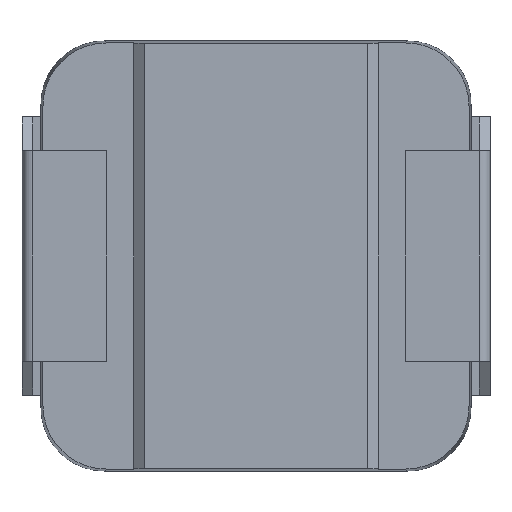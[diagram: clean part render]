
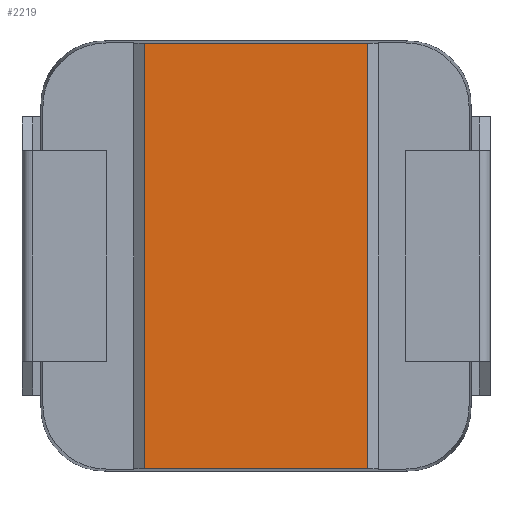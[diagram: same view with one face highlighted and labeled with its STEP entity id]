
A CAD part, front view. The second image highlights one B-rep face of the part: STEP entity #2219.
In plain terms, the highlighted planar face has unit normal (0, -1, 0).
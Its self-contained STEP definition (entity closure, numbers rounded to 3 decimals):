
#145 = DIRECTION ( 'NONE',  ( 0., 0., 1. ) ) ;
#149 = EDGE_LOOP ( 'NONE', ( #6167, #4851, #2448, #2083 ) ) ;
#178 = CARTESIAN_POINT ( 'NONE',  ( -5.1, 0., -5.049 ) ) ;
#583 = CARTESIAN_POINT ( 'NONE',  ( 2.65, 0., 5.049 ) ) ;
#667 = LINE ( 'NONE', #178, #3595 ) ;
#796 = VECTOR ( 'NONE', #4180, 1000. ) ;
#992 = EDGE_CURVE ( 'NONE', #4045, #1645, #3001, .T. ) ;
#1134 = PLANE ( 'NONE',  #6083 ) ;
#1314 = EDGE_CURVE ( 'NONE', #4045, #4475, #4400, .T. ) ;
#1645 = VERTEX_POINT ( 'NONE', #583 ) ;
#1784 = VERTEX_POINT ( 'NONE', #3071 ) ;
#2083 = ORIENTED_EDGE ( 'NONE', *, *, #2761, .T. ) ;
#2219 = ADVANCED_FACE ( 'NONE', ( #4283 ), #1134, .F. ) ;
#2448 = ORIENTED_EDGE ( 'NONE', *, *, #5296, .F. ) ;
#2468 = CARTESIAN_POINT ( 'NONE',  ( -2.65, 0., 5.049 ) ) ;
#2761 = EDGE_CURVE ( 'NONE', #1784, #1645, #4268, .T. ) ;
#2987 = CARTESIAN_POINT ( 'NONE',  ( 0., 0., 0. ) ) ;
#3001 = LINE ( 'NONE', #5151, #3159 ) ;
#3071 = CARTESIAN_POINT ( 'NONE',  ( 2.65, 0., -5.049 ) ) ;
#3159 = VECTOR ( 'NONE', #3753, 1000. ) ;
#3187 = VECTOR ( 'NONE', #3260, 1000. ) ;
#3260 = DIRECTION ( 'NONE',  ( 0., 0., 1. ) ) ;
#3595 = VECTOR ( 'NONE', #6005, 1000. ) ;
#3753 = DIRECTION ( 'NONE',  ( 1., 0., 0. ) ) ;
#4045 = VERTEX_POINT ( 'NONE', #2468 ) ;
#4180 = DIRECTION ( 'NONE',  ( 0., 0., -1. ) ) ;
#4268 = LINE ( 'NONE', #6059, #3187 ) ;
#4283 = FACE_OUTER_BOUND ( 'NONE', #149, .T. ) ;
#4400 = LINE ( 'NONE', #5580, #796 ) ;
#4422 = DIRECTION ( 'NONE',  ( 0., 1., 0. ) ) ;
#4475 = VERTEX_POINT ( 'NONE', #4836 ) ;
#4836 = CARTESIAN_POINT ( 'NONE',  ( -2.65, 0., -5.049 ) ) ;
#4851 = ORIENTED_EDGE ( 'NONE', *, *, #1314, .T. ) ;
#5151 = CARTESIAN_POINT ( 'NONE',  ( -5.1, 0., 5.049 ) ) ;
#5296 = EDGE_CURVE ( 'NONE', #1784, #4475, #667, .T. ) ;
#5580 = CARTESIAN_POINT ( 'NONE',  ( -2.65, 0., 0. ) ) ;
#6005 = DIRECTION ( 'NONE',  ( -1., 0., 0. ) ) ;
#6059 = CARTESIAN_POINT ( 'NONE',  ( 2.65, 0., 0. ) ) ;
#6083 = AXIS2_PLACEMENT_3D ( 'NONE', #2987, #4422, #145 ) ;
#6167 = ORIENTED_EDGE ( 'NONE', *, *, #992, .F. ) ;
